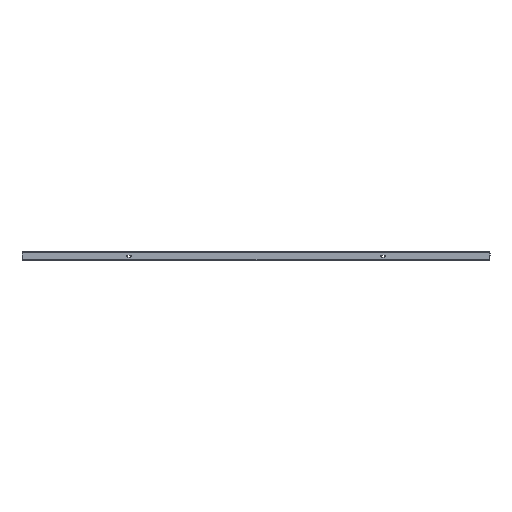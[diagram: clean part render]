
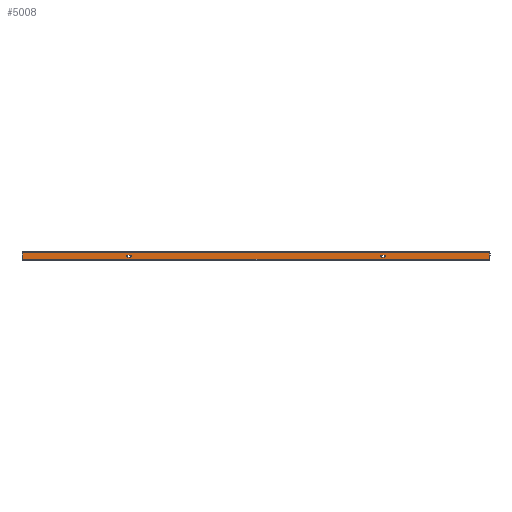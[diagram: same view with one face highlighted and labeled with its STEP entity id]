
A CAD part, left-side view. The second image highlights one B-rep face of the part: STEP entity #5008.
In plain terms, the highlighted planar face has unit normal (-1, 0, 0).
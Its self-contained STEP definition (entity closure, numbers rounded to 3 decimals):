
#324 = EDGE_CURVE ( 'NONE', #1778, #5264, #1340, .T. ) ;
#330 = EDGE_CURVE ( 'NONE', #8142, #5807, #1591, .T. ) ;
#427 = DIRECTION ( 'NONE',  ( 0., 0., -1. ) ) ;
#470 = FACE_OUTER_BOUND ( 'NONE', #3520, .T. ) ;
#569 = CARTESIAN_POINT ( 'NONE',  ( -544., -352.7, -15.5 ) ) ;
#760 = ORIENTED_EDGE ( 'NONE', *, *, #2601, .T. ) ;
#768 = VERTEX_POINT ( 'NONE', #8068 ) ;
#825 = EDGE_CURVE ( 'NONE', #4046, #6372, #2461, .T. ) ;
#1085 = AXIS2_PLACEMENT_3D ( 'NONE', #3325, #4032, #4844 ) ;
#1157 = CARTESIAN_POINT ( 'NONE',  ( -544., 352.7, -15.5 ) ) ;
#1340 = CIRCLE ( 'NONE', #5148, 2.5 ) ;
#1374 = EDGE_CURVE ( 'NONE', #8856, #8142, #6958, .T. ) ;
#1395 = CIRCLE ( 'NONE', #3651, 2.5 ) ;
#1591 = LINE ( 'NONE', #569, #8418 ) ;
#1652 = CARTESIAN_POINT ( 'NONE',  ( -544., -345.7, -10.5 ) ) ;
#1778 = VERTEX_POINT ( 'NONE', #6760 ) ;
#1828 = VERTEX_POINT ( 'NONE', #7780 ) ;
#1920 = ORIENTED_EDGE ( 'NONE', *, *, #1374, .T. ) ;
#1963 = LINE ( 'NONE', #1157, #1980 ) ;
#1980 = VECTOR ( 'NONE', #10246, 1000. ) ;
#1997 = CARTESIAN_POINT ( 'NONE',  ( -544., -352.7, -10.5 ) ) ;
#2033 = VECTOR ( 'NONE', #4511, 1000. ) ;
#2113 = CARTESIAN_POINT ( 'NONE',  ( -544., 352.7, -10.5 ) ) ;
#2146 = CARTESIAN_POINT ( 'NONE',  ( -544., 0., 0. ) ) ;
#2461 = LINE ( 'NONE', #8282, #4744 ) ;
#2601 = EDGE_CURVE ( 'NONE', #5180, #8856, #2827, .T. ) ;
#2687 = EDGE_CURVE ( 'NONE', #4385, #6372, #9696, .T. ) ;
#2827 = LINE ( 'NONE', #6123, #10012 ) ;
#2887 = AXIS2_PLACEMENT_3D ( 'NONE', #2146, #7124, #10418 ) ;
#2963 = CARTESIAN_POINT ( 'NONE',  ( -544., 641.929, 0. ) ) ;
#3015 = DIRECTION ( 'NONE',  ( 1., 0., 0. ) ) ;
#3322 = DIRECTION ( 'NONE',  ( 0., 0., -1. ) ) ;
#3325 = CARTESIAN_POINT ( 'NONE',  ( -544., -352.7, -13. ) ) ;
#3394 = VECTOR ( 'NONE', #9940, 1000. ) ;
#3520 = EDGE_LOOP ( 'NONE', ( #4926, #8614, #4668, #8009 ) ) ;
#3651 = AXIS2_PLACEMENT_3D ( 'NONE', #5552, #3015, #7123 ) ;
#3712 = LINE ( 'NONE', #2963, #5889 ) ;
#3870 = ORIENTED_EDGE ( 'NONE', *, *, #324, .T. ) ;
#3890 = CARTESIAN_POINT ( 'NONE',  ( -544., 352.7, -13. ) ) ;
#4032 = DIRECTION ( 'NONE',  ( 1., 0., 0. ) ) ;
#4046 = VERTEX_POINT ( 'NONE', #8556 ) ;
#4052 = CARTESIAN_POINT ( 'NONE',  ( -544., -644., -4. ) ) ;
#4263 = ORIENTED_EDGE ( 'NONE', *, *, #6840, .T. ) ;
#4338 = ORIENTED_EDGE ( 'NONE', *, *, #4401, .T. ) ;
#4385 = VERTEX_POINT ( 'NONE', #7634 ) ;
#4401 = EDGE_CURVE ( 'NONE', #768, #1778, #8495, .T. ) ;
#4511 = DIRECTION ( 'NONE',  ( 0., -1., 0. ) ) ;
#4594 = FACE_BOUND ( 'NONE', #6056, .T. ) ;
#4668 = ORIENTED_EDGE ( 'NONE', *, *, #4691, .F. ) ;
#4691 = EDGE_CURVE ( 'NONE', #9593, #4046, #7570, .T. ) ;
#4744 = VECTOR ( 'NONE', #3322, 1000. ) ;
#4836 = DIRECTION ( 'NONE',  ( 0., -1., 0. ) ) ;
#4844 = DIRECTION ( 'NONE',  ( 0., 0., 1. ) ) ;
#4926 = ORIENTED_EDGE ( 'NONE', *, *, #2687, .T. ) ;
#5008 = ADVANCED_FACE ( 'NONE', ( #10579, #4594, #470 ), #6320, .F. ) ;
#5148 = AXIS2_PLACEMENT_3D ( 'NONE', #8182, #6469, #10517 ) ;
#5180 = VERTEX_POINT ( 'NONE', #1652 ) ;
#5264 = VERTEX_POINT ( 'NONE', #8245 ) ;
#5366 = DIRECTION ( 'NONE',  ( 1., 0., 0. ) ) ;
#5416 = EDGE_CURVE ( 'NONE', #9593, #4385, #3712, .T. ) ;
#5552 = CARTESIAN_POINT ( 'NONE',  ( -544., -345.7, -13. ) ) ;
#5684 = CARTESIAN_POINT ( 'NONE',  ( -544., -345.7, -15.5 ) ) ;
#5807 = VERTEX_POINT ( 'NONE', #5684 ) ;
#5889 = VECTOR ( 'NONE', #6253, 1000. ) ;
#6056 = EDGE_LOOP ( 'NONE', ( #760, #1920, #6343, #7111 ) ) ;
#6123 = CARTESIAN_POINT ( 'NONE',  ( -544., -352.7, -10.5 ) ) ;
#6179 = DIRECTION ( 'NONE',  ( 0., -1., 0. ) ) ;
#6253 = DIRECTION ( 'NONE',  ( 0., 0., -1. ) ) ;
#6320 = PLANE ( 'NONE',  #2887 ) ;
#6343 = ORIENTED_EDGE ( 'NONE', *, *, #330, .T. ) ;
#6365 = CARTESIAN_POINT ( 'NONE',  ( -544., 641.929, -4. ) ) ;
#6372 = VERTEX_POINT ( 'NONE', #7625 ) ;
#6469 = DIRECTION ( 'NONE',  ( 1., 0., 0. ) ) ;
#6748 = CARTESIAN_POINT ( 'NONE',  ( -544., -352.7, -15.5 ) ) ;
#6760 = CARTESIAN_POINT ( 'NONE',  ( -544., 345.7, -10.5 ) ) ;
#6799 = ORIENTED_EDGE ( 'NONE', *, *, #8949, .T. ) ;
#6840 = EDGE_CURVE ( 'NONE', #5264, #1828, #1963, .T. ) ;
#6958 = CIRCLE ( 'NONE', #1085, 2.5 ) ;
#7111 = ORIENTED_EDGE ( 'NONE', *, *, #10471, .T. ) ;
#7123 = DIRECTION ( 'NONE',  ( 0., 0., 1. ) ) ;
#7124 = DIRECTION ( 'NONE',  ( 1., 0., 0. ) ) ;
#7246 = VECTOR ( 'NONE', #4836, 1000. ) ;
#7247 = EDGE_LOOP ( 'NONE', ( #4263, #6799, #4338, #3870 ) ) ;
#7570 = LINE ( 'NONE', #4052, #3394 ) ;
#7625 = CARTESIAN_POINT ( 'NONE',  ( -544., -641.929, -22. ) ) ;
#7634 = CARTESIAN_POINT ( 'NONE',  ( -544., 641.929, -22. ) ) ;
#7780 = CARTESIAN_POINT ( 'NONE',  ( -544., 352.7, -15.5 ) ) ;
#8009 = ORIENTED_EDGE ( 'NONE', *, *, #5416, .T. ) ;
#8057 = AXIS2_PLACEMENT_3D ( 'NONE', #3890, #5366, #427 ) ;
#8068 = CARTESIAN_POINT ( 'NONE',  ( -544., 352.7, -10.5 ) ) ;
#8142 = VERTEX_POINT ( 'NONE', #6748 ) ;
#8182 = CARTESIAN_POINT ( 'NONE',  ( -544., 345.7, -13. ) ) ;
#8245 = CARTESIAN_POINT ( 'NONE',  ( -544., 345.7, -15.5 ) ) ;
#8282 = CARTESIAN_POINT ( 'NONE',  ( -544., -641.929, -2. ) ) ;
#8418 = VECTOR ( 'NONE', #10625, 1000. ) ;
#8495 = LINE ( 'NONE', #2113, #2033 ) ;
#8556 = CARTESIAN_POINT ( 'NONE',  ( -544., -641.929, -4. ) ) ;
#8614 = ORIENTED_EDGE ( 'NONE', *, *, #825, .F. ) ;
#8827 = CARTESIAN_POINT ( 'NONE',  ( -544., 641.929, -22. ) ) ;
#8856 = VERTEX_POINT ( 'NONE', #1997 ) ;
#8949 = EDGE_CURVE ( 'NONE', #1828, #768, #9966, .T. ) ;
#9593 = VERTEX_POINT ( 'NONE', #6365 ) ;
#9696 = LINE ( 'NONE', #8827, #7246 ) ;
#9940 = DIRECTION ( 'NONE',  ( 0., -1., 0. ) ) ;
#9966 = CIRCLE ( 'NONE', #8057, 2.5 ) ;
#10012 = VECTOR ( 'NONE', #6179, 1000. ) ;
#10246 = DIRECTION ( 'NONE',  ( 0., 1., 0. ) ) ;
#10418 = DIRECTION ( 'NONE',  ( 0., 0., -1. ) ) ;
#10471 = EDGE_CURVE ( 'NONE', #5807, #5180, #1395, .T. ) ;
#10517 = DIRECTION ( 'NONE',  ( 0., 0., -1. ) ) ;
#10579 = FACE_BOUND ( 'NONE', #7247, .T. ) ;
#10625 = DIRECTION ( 'NONE',  ( 0., 1., 0. ) ) ;
